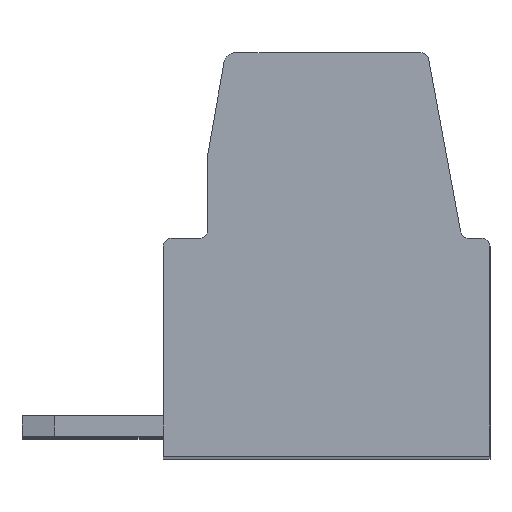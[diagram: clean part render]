
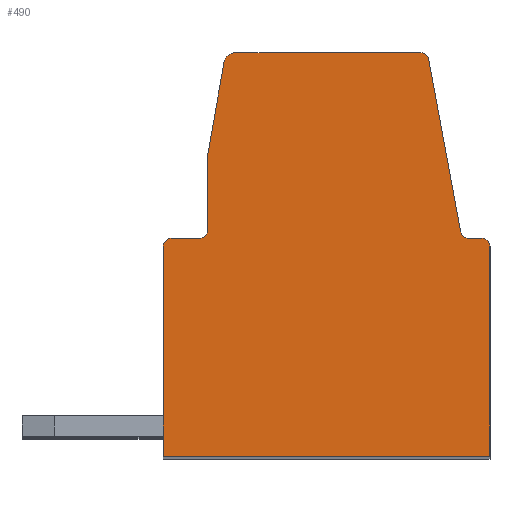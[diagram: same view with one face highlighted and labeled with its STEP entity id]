
A CAD part, top view. The second image highlights one B-rep face of the part: STEP entity #490.
In plain terms, the highlighted planar face has unit normal (0, 0, 1).
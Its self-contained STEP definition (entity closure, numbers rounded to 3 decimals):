
#490 = ADVANCED_FACE( '', ( #1308 ), #1309, .F. );
#1308 = FACE_OUTER_BOUND( '', #2506, .T. );
#1309 = PLANE( '', #2507 );
#2506 = EDGE_LOOP( '', ( #3753, #3754, #3755, #3756, #3757, #3758, #3759, #3760, #3761, #3762, #3763, #3764, #3765, #3766, #3767 ) );
#2507 = AXIS2_PLACEMENT_3D( '', #3768, #3769, #3770 );
#3753 = ORIENTED_EDGE( '', *, *, #7245, .T. );
#3754 = ORIENTED_EDGE( '', *, *, #7246, .T. );
#3755 = ORIENTED_EDGE( '', *, *, #7247, .F. );
#3756 = ORIENTED_EDGE( '', *, *, #7192, .T. );
#3757 = ORIENTED_EDGE( '', *, *, #7248, .T. );
#3758 = ORIENTED_EDGE( '', *, *, #7249, .T. );
#3759 = ORIENTED_EDGE( '', *, *, #7250, .T. );
#3760 = ORIENTED_EDGE( '', *, *, #7251, .T. );
#3761 = ORIENTED_EDGE( '', *, *, #7203, .F. );
#3762 = ORIENTED_EDGE( '', *, *, #7252, .T. );
#3763 = ORIENTED_EDGE( '', *, *, #7253, .F. );
#3764 = ORIENTED_EDGE( '', *, *, #7254, .T. );
#3765 = ORIENTED_EDGE( '', *, *, #7255, .T. );
#3766 = ORIENTED_EDGE( '', *, *, #7256, .T. );
#3767 = ORIENTED_EDGE( '', *, *, #7257, .F. );
#3768 = CARTESIAN_POINT( '', ( 0.81, -4.4, 0. ) );
#3769 = DIRECTION( '', ( 0., 0., -1. ) );
#3770 = DIRECTION( '', ( 0., 1., 0. ) );
#7192 = EDGE_CURVE( '', #8578, #8576, #8579, .T. );
#7203 = EDGE_CURVE( '', #8596, #8598, #8599, .T. );
#7245 = EDGE_CURVE( '', #8671, #8672, #8673, .T. );
#7246 = EDGE_CURVE( '', #8672, #8674, #8675, .T. );
#7247 = EDGE_CURVE( '', #8578, #8674, #8676, .T. );
#7248 = EDGE_CURVE( '', #8576, #8677, #8678, .T. );
#7249 = EDGE_CURVE( '', #8677, #8679, #8680, .T. );
#7250 = EDGE_CURVE( '', #8679, #8681, #8682, .T. );
#7251 = EDGE_CURVE( '', #8681, #8598, #8683, .T. );
#7252 = EDGE_CURVE( '', #8596, #8684, #8685, .T. );
#7253 = EDGE_CURVE( '', #8686, #8684, #8687, .T. );
#7254 = EDGE_CURVE( '', #8686, #8688, #8689, .T. );
#7255 = EDGE_CURVE( '', #8688, #8690, #8691, .T. );
#7256 = EDGE_CURVE( '', #8690, #8692, #8693, .T. );
#7257 = EDGE_CURVE( '', #8671, #8692, #8694, .T. );
#8576 = VERTEX_POINT( '', #10615 );
#8578 = VERTEX_POINT( '', #10618 );
#8579 = LINE( '', #10619, #10620 );
#8596 = VERTEX_POINT( '', #10643 );
#8598 = VERTEX_POINT( '', #10646 );
#8599 = CIRCLE( '', #10647, 0.2 );
#8671 = VERTEX_POINT( '', #10751 );
#8672 = VERTEX_POINT( '', #10752 );
#8673 = LINE( '', #10753, #10754 );
#8674 = VERTEX_POINT( '', #10755 );
#8675 = LINE( '', #10756, #10757 );
#8676 = CIRCLE( '', #10758, 0.2 );
#8677 = VERTEX_POINT( '', #10759 );
#8678 = CIRCLE( '', #10760, 0.2 );
#8679 = VERTEX_POINT( '', #10761 );
#8680 = LINE( '', #10762, #10763 );
#8681 = VERTEX_POINT( '', #10764 );
#8682 = LINE( '', #10765, #10766 );
#8683 = LINE( '', #10767, #10768 );
#8684 = VERTEX_POINT( '', #10769 );
#8685 = LINE( '', #10770, #10771 );
#8686 = VERTEX_POINT( '', #10772 );
#8687 = CIRCLE( '', #10773, 0.2 );
#8688 = VERTEX_POINT( '', #10774 );
#8689 = LINE( '', #10775, #10776 );
#8690 = VERTEX_POINT( '', #10777 );
#8691 = CIRCLE( '', #10778, 0.2 );
#8692 = VERTEX_POINT( '', #10779 );
#8693 = LINE( '', #10780, #10781 );
#8694 = CIRCLE( '', #10782, 0.3 );
#10615 = CARTESIAN_POINT( '', ( -7.9, 5.4, 0. ) );
#10618 = CARTESIAN_POINT( '', ( -7.2, 5.4, 0. ) );
#10619 = CARTESIAN_POINT( '', ( -16.414, 5.4, 0. ) );
#10620 = VECTOR( '', #13550, 1000. );
#10643 = CARTESIAN_POINT( '', ( -0.2, 5.4, 0. ) );
#10646 = CARTESIAN_POINT( '', ( 0., 5.2, 0. ) );
#10647 = AXIS2_PLACEMENT_3D( '', #13561, #13562, #13563 );
#10751 = CARTESIAN_POINT( '', ( -6.594, 9.752, 0. ) );
#10752 = CARTESIAN_POINT( '', ( -7., 7.448, 0. ) );
#10753 = CARTESIAN_POINT( '', ( -11.564, -18.438, 0. ) );
#10754 = VECTOR( '', #13599, 1000. );
#10755 = CARTESIAN_POINT( '', ( -7., 5.6, 0. ) );
#10756 = CARTESIAN_POINT( '', ( -7., -18.438, 0. ) );
#10757 = VECTOR( '', #13600, 1000. );
#10758 = AXIS2_PLACEMENT_3D( '', #13601, #13602, #13603 );
#10759 = CARTESIAN_POINT( '', ( -8.1, 5.2, 0. ) );
#10760 = AXIS2_PLACEMENT_3D( '', #13604, #13605, #13606 );
#10761 = CARTESIAN_POINT( '', ( -8.1, 0., 0. ) );
#10762 = CARTESIAN_POINT( '', ( -8.1, -18.438, 0. ) );
#10763 = VECTOR( '', #13607, 1000. );
#10764 = CARTESIAN_POINT( '', ( 0., 0., 0. ) );
#10765 = CARTESIAN_POINT( '', ( -16.414, 0., 0. ) );
#10766 = VECTOR( '', #13608, 1000. );
#10767 = CARTESIAN_POINT( '', ( 0., -18.438, 0. ) );
#10768 = VECTOR( '', #13609, 1000. );
#10769 = CARTESIAN_POINT( '', ( -0.531, 5.4, 0. ) );
#10770 = CARTESIAN_POINT( '', ( -16.414, 5.4, 0. ) );
#10771 = VECTOR( '', #13610, 1000. );
#10772 = CARTESIAN_POINT( '', ( -0.728, 5.564, 0. ) );
#10773 = AXIS2_PLACEMENT_3D( '', #13611, #13612, #13613 );
#10774 = CARTESIAN_POINT( '', ( -1.52, 9.836, 0. ) );
#10775 = CARTESIAN_POINT( '', ( 3.721, -18.438, 0. ) );
#10776 = VECTOR( '', #13614, 1000. );
#10777 = CARTESIAN_POINT( '', ( -1.716, 10., 0. ) );
#10778 = AXIS2_PLACEMENT_3D( '', #13615, #13616, #13617 );
#10779 = CARTESIAN_POINT( '', ( -6.298, 10., 0. ) );
#10780 = CARTESIAN_POINT( '', ( -16.414, 10., 0. ) );
#10781 = VECTOR( '', #13618, 1000. );
#10782 = AXIS2_PLACEMENT_3D( '', #13619, #13620, #13621 );
#13550 = DIRECTION( '', ( -1., 0., 0. ) );
#13561 = CARTESIAN_POINT( '', ( -0.2, 5.2, 0. ) );
#13562 = DIRECTION( '', ( 0., 0., -1. ) );
#13563 = DIRECTION( '', ( -1., 0., 0. ) );
#13599 = DIRECTION( '', ( -0.174, -0.985, 0. ) );
#13600 = DIRECTION( '', ( 0., -1., 0. ) );
#13601 = CARTESIAN_POINT( '', ( -7.2, 5.6, 0. ) );
#13602 = DIRECTION( '', ( 0., 0., 1. ) );
#13603 = DIRECTION( '', ( 1., 0., 0. ) );
#13604 = CARTESIAN_POINT( '', ( -7.9, 5.2, 0. ) );
#13605 = DIRECTION( '', ( 0., 0., 1. ) );
#13606 = DIRECTION( '', ( 1., 0., 0. ) );
#13607 = DIRECTION( '', ( 0., -1., 0. ) );
#13608 = DIRECTION( '', ( 1., 0., 0. ) );
#13609 = DIRECTION( '', ( 0., 1., 0. ) );
#13610 = DIRECTION( '', ( -1., 0., 0. ) );
#13611 = CARTESIAN_POINT( '', ( -0.531, 5.6, 0. ) );
#13612 = DIRECTION( '', ( 0., 0., 1. ) );
#13613 = DIRECTION( '', ( 1., 0., 0. ) );
#13614 = DIRECTION( '', ( -0.182, 0.983, 0. ) );
#13615 = CARTESIAN_POINT( '', ( -1.716, 9.8, 0. ) );
#13616 = DIRECTION( '', ( 0., 0., 1. ) );
#13617 = DIRECTION( '', ( 1., 0., 0. ) );
#13618 = DIRECTION( '', ( -1., 0., 0. ) );
#13619 = CARTESIAN_POINT( '', ( -6.298, 9.7, 0. ) );
#13620 = DIRECTION( '', ( 0., 0., -1. ) );
#13621 = DIRECTION( '', ( -1., 0., 0. ) );
